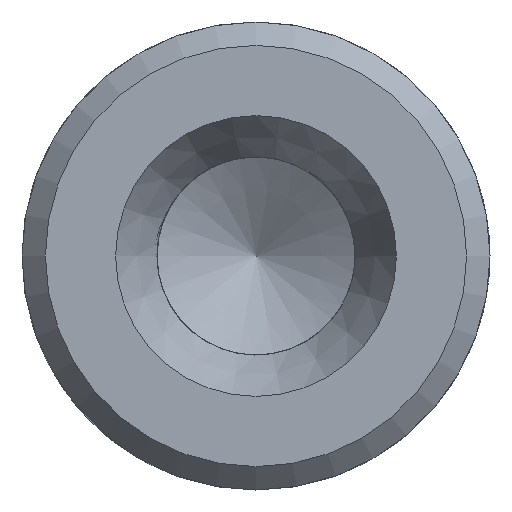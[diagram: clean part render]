
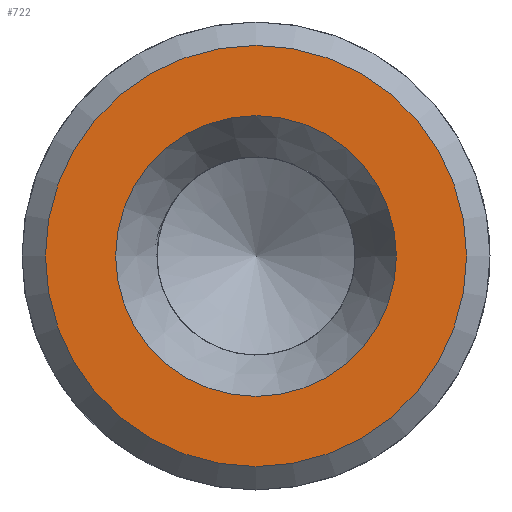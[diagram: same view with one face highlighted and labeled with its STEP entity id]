
A CAD part, left-side view. The second image highlights one B-rep face of the part: STEP entity #722.
In plain terms, the highlighted planar face has unit normal (-1, 0, 0).
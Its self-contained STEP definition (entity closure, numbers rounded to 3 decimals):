
#18=FACE_BOUND('',#115,.T.);
#32=PLANE('',#799);
#72=FACE_OUTER_BOUND('',#114,.T.);
#114=EDGE_LOOP('',(#656));
#115=EDGE_LOOP('',(#657));
#131=CIRCLE('',#783,3.);
#140=CIRCLE('',#797,4.5);
#325=VERTEX_POINT('',#2752);
#330=VERTEX_POINT('',#2772);
#428=EDGE_CURVE('',#325,#325,#131,.T.);
#438=EDGE_CURVE('',#330,#330,#140,.T.);
#656=ORIENTED_EDGE('',*,*,#438,.F.);
#657=ORIENTED_EDGE('',*,*,#428,.T.);
#722=ADVANCED_FACE('',(#72,#18),#32,.T.);
#783=AXIS2_PLACEMENT_3D('',#2754,#926,#927);
#797=AXIS2_PLACEMENT_3D('',#2774,#955,#956);
#799=AXIS2_PLACEMENT_3D('',#2777,#960,#961);
#926=DIRECTION('center_axis',(1.,0.,0.));
#927=DIRECTION('ref_axis',(0.,-1.,0.));
#955=DIRECTION('center_axis',(1.,0.,0.));
#956=DIRECTION('ref_axis',(0.,1.,0.));
#960=DIRECTION('center_axis',(-1.,0.,0.));
#961=DIRECTION('ref_axis',(0.,0.,-1.));
#2752=CARTESIAN_POINT('',(0.,3.,0.));
#2754=CARTESIAN_POINT('Origin',(0.,0.,0.));
#2772=CARTESIAN_POINT('',(0.,-4.5,0.));
#2774=CARTESIAN_POINT('Origin',(0.,0.,0.));
#2777=CARTESIAN_POINT('Origin',(0.,-2.5,0.));
